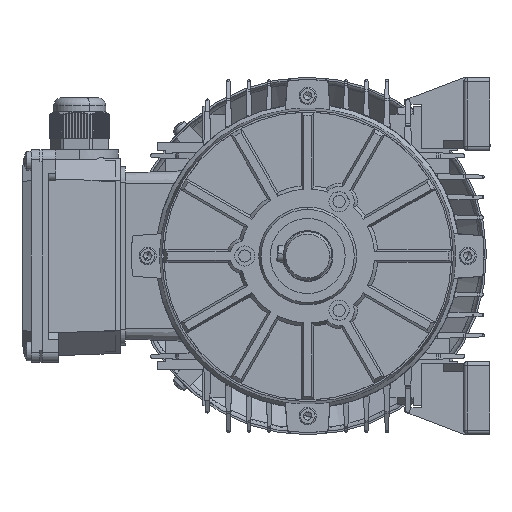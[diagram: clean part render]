
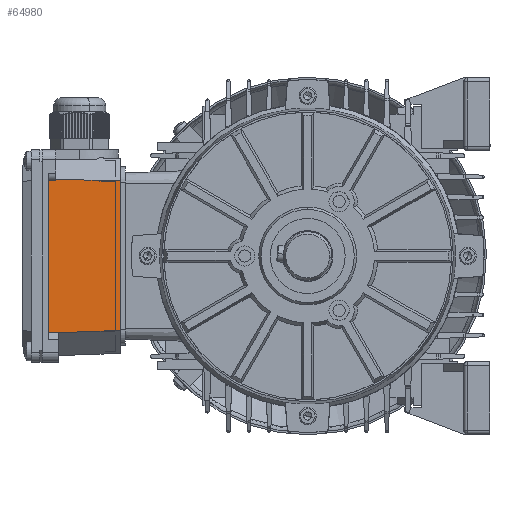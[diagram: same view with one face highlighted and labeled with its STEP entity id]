
A CAD part, left-side view. The second image highlights one B-rep face of the part: STEP entity #64980.
In plain terms, the highlighted face is planar.
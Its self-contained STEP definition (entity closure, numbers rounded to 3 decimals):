
#64940 = ORIENTED_EDGE ( 'NONE', *, *, #64942, .T. ) ;
#64942 = EDGE_CURVE ( 'NONE', #65161, #64945, #65245, .T. ) ;
#64945 = VERTEX_POINT ( 'NONE', #65233 ) ;
#64947 = ORIENTED_EDGE ( 'NONE', *, *, #64948, .F. ) ;
#64948 = EDGE_CURVE ( 'NONE', #64950, #64945, #65205, .T. ) ;
#64950 = VERTEX_POINT ( 'NONE', #65196 ) ;
#64952 = ORIENTED_EDGE ( 'NONE', *, *, #64956, .F. ) ;
#64956 = EDGE_CURVE ( 'NONE', #65108, #64950, #65187, .T. ) ;
#64980 = ADVANCED_FACE ( 'NONE', ( #65321 ), #65308, .F. ) ;
#64982 = EDGE_LOOP ( 'NONE', ( #64984, #65146, #65156, #64940, #64947, #64952, #65111, #65118 ) ) ;
#64984 = ORIENTED_EDGE ( 'NONE', *, *, #64986, .F. ) ;
#64986 = EDGE_CURVE ( 'NONE', #64989, #65145, #65286, .T. ) ;
#64989 = VERTEX_POINT ( 'NONE', #65269 ) ;
#65108 = VERTEX_POINT ( 'NONE', #65884 ) ;
#65111 = ORIENTED_EDGE ( 'NONE', *, *, #65114, .T. ) ;
#65114 = EDGE_CURVE ( 'NONE', #65108, #65116, #65857, .T. ) ;
#65116 = VERTEX_POINT ( 'NONE', #65850 ) ;
#65118 = ORIENTED_EDGE ( 'NONE', *, *, #65119, .F. ) ;
#65119 = EDGE_CURVE ( 'NONE', #65145, #65116, #66009, .T. ) ;
#65145 = VERTEX_POINT ( 'NONE', #66133 ) ;
#65146 = ORIENTED_EDGE ( 'NONE', *, *, #65150, .F. ) ;
#65150 = EDGE_CURVE ( 'NONE', #65154, #64989, #66111, .T. ) ;
#65154 = VERTEX_POINT ( 'NONE', #66103 ) ;
#65156 = ORIENTED_EDGE ( 'NONE', *, *, #65158, .F. ) ;
#65158 = EDGE_CURVE ( 'NONE', #65161, #65154, #66095, .T. ) ;
#65161 = VERTEX_POINT ( 'NONE', #66069 ) ;
#65180 = DIRECTION ( 'NONE',  ( 0., -1., -0.001 ) ) ;
#65181 = VECTOR ( 'NONE', #65180, 1000. ) ;
#65184 = CARTESIAN_POINT ( 'NONE',  ( 31.875, -49.393, 49.092 ) ) ;
#65187 = LINE ( 'NONE', #65184, #65181 ) ;
#65196 = CARTESIAN_POINT ( 'NONE',  ( 31.875, -37.897, 49.106 ) ) ;
#65199 = DIRECTION ( 'NONE',  ( -0.999, 0.027, -0.035 ) ) ;
#65202 = VECTOR ( 'NONE', #65199, 1000. ) ;
#65204 = CARTESIAN_POINT ( 'NONE',  ( 40.501, -38.128, 49.407 ) ) ;
#65205 = LINE ( 'NONE', #65204, #65202 ) ;
#65233 = CARTESIAN_POINT ( 'NONE',  ( 0., -37.04, 47.995 ) ) ;
#65238 = DIRECTION ( 'NONE',  ( 0., -1., -0.001 ) ) ;
#65239 = VECTOR ( 'NONE', #65238, 1000. ) ;
#65242 = CARTESIAN_POINT ( 'NONE',  ( 0., 87.477, 48.147 ) ) ;
#65245 = LINE ( 'NONE', #65242, #65239 ) ;
#65269 = CARTESIAN_POINT ( 'NONE',  ( 30.5, 37.727, 49.151 ) ) ;
#65278 = DIRECTION ( 'NONE',  ( 0.999, 0.035, 0.035 ) ) ;
#65280 = VECTOR ( 'NONE', #65278, 1000. ) ;
#65284 = CARTESIAN_POINT ( 'NONE',  ( 40.497, 38.076, 49.5 ) ) ;
#65286 = LINE ( 'NONE', #65284, #65280 ) ;
#65292 = DIRECTION ( 'NONE',  ( -0.999, 0., -0.035 ) ) ;
#65294 = DIRECTION ( 'NONE',  ( 0.035, 0.001, -0.999 ) ) ;
#65296 = AXIS2_PLACEMENT_3D ( 'NONE', #65306, #65294, #65292 ) ;
#65306 = CARTESIAN_POINT ( 'NONE',  ( 43.553, -49.393, 49.5 ) ) ;
#65308 = PLANE ( 'NONE',  #65296 ) ;
#65321 = FACE_OUTER_BOUND ( 'NONE', #64982, .T. ) ;
#65827 = CARTESIAN_POINT ( 'NONE',  ( 35.5, -37.116, 49.234 ) ) ;
#65830 = CARTESIAN_POINT ( 'NONE',  ( 34.294, -37.11, 49.192 ) ) ;
#65833 = CARTESIAN_POINT ( 'NONE',  ( 33.086, -37.104, 49.15 ) ) ;
#65835 = CARTESIAN_POINT ( 'NONE',  ( 31.875, -37.099, 49.107 ) ) ;
#65850 = CARTESIAN_POINT ( 'NONE',  ( 35.5, -37.116, 49.234 ) ) ;
#65857 =( BOUNDED_CURVE ( )  B_SPLINE_CURVE ( 3, ( #65835, #65833, #65830, #65827 ),
 .UNSPECIFIED., .F., .F. ) 
 B_SPLINE_CURVE_WITH_KNOTS ( ( 4, 4 ),
 ( 1.693, 1.726 ),
 .UNSPECIFIED. ) 
 CURVE ( )  GEOMETRIC_REPRESENTATION_ITEM ( )  RATIONAL_B_SPLINE_CURVE ( ( 1., 1., 1., 1. ) ) 
 REPRESENTATION_ITEM ( '' )  );
#65884 = CARTESIAN_POINT ( 'NONE',  ( 31.875, -37.099, 49.107 ) ) ;
#66002 = DIRECTION ( 'NONE',  ( 0., -1., -0.001 ) ) ;
#66004 = VECTOR ( 'NONE', #66002, 1000. ) ;
#66007 = CARTESIAN_POINT ( 'NONE',  ( 35.5, -49.393, 49.219 ) ) ;
#66009 = LINE ( 'NONE', #66007, #66004 ) ;
#66069 = CARTESIAN_POINT ( 'NONE',  ( 0., 36.95, 48.085 ) ) ;
#66089 = DIRECTION ( 'NONE',  ( 0.999, 0.027, 0.035 ) ) ;
#66091 = VECTOR ( 'NONE', #66089, 1000. ) ;
#66093 = CARTESIAN_POINT ( 'NONE',  ( 40.5, 38.036, 49.5 ) ) ;
#66095 = LINE ( 'NONE', #66093, #66091 ) ;
#66103 = CARTESIAN_POINT ( 'NONE',  ( 30.5, 37.767, 49.151 ) ) ;
#66105 = DIRECTION ( 'NONE',  ( 0., -1., -0.001 ) ) ;
#66107 = VECTOR ( 'NONE', #66105, 1000. ) ;
#66109 = CARTESIAN_POINT ( 'NONE',  ( 30.5, -49.393, 49.044 ) ) ;
#66111 = LINE ( 'NONE', #66109, #66107 ) ;
#66133 = CARTESIAN_POINT ( 'NONE',  ( 35.5, 37.901, 49.325 ) ) ;
